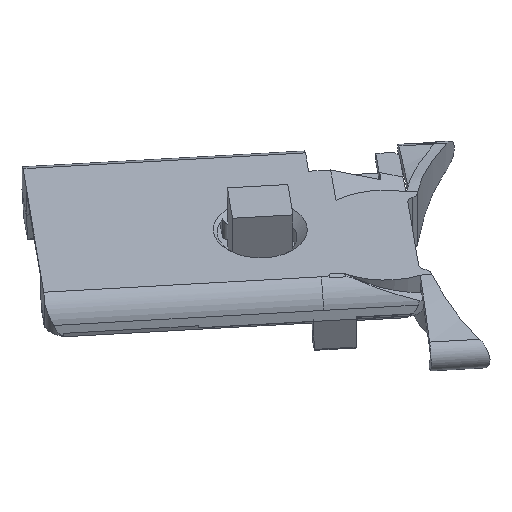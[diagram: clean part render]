
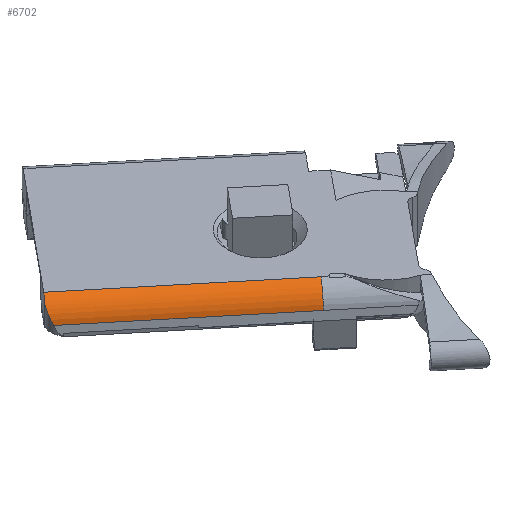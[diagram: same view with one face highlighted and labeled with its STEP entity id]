
A CAD part, isometric view. The second image highlights one B-rep face of the part: STEP entity #6702.
In plain terms, the highlighted cylindrical face has radius 4 mm (diameter 8 mm), a partial arc.
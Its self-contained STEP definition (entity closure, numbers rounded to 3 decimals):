
#155 = FACE_OUTER_BOUND ( 'NONE', #5709, .T. ) ;
#173 = LINE ( 'NONE', #4251, #5375 ) ;
#401 = ORIENTED_EDGE ( 'NONE', *, *, #1726, .F. ) ;
#436 = EDGE_CURVE ( 'NONE', #1226, #5785, #4986, .T. ) ;
#440 = AXIS2_PLACEMENT_3D ( 'NONE', #4420, #1823, #2858 ) ;
#884 = ORIENTED_EDGE ( 'NONE', *, *, #2391, .F. ) ;
#1052 = CARTESIAN_POINT ( 'NONE',  ( 36.815, 88.536, 7.916 ) ) ;
#1114 = DIRECTION ( 'NONE',  ( -0.772, 0.636, 0. ) ) ;
#1167 = CARTESIAN_POINT ( 'NONE',  ( 36.411, 86.799, 5.845 ) ) ;
#1183 = CARTESIAN_POINT ( 'NONE',  ( 38.216, 90.237, 4.578 ) ) ;
#1226 = VERTEX_POINT ( 'NONE', #1052 ) ;
#1320 = B_SPLINE_CURVE_WITH_KNOTS ( 'NONE', 3,
 ( #3196, #1167, #4799, #3706, #5843, #4774, #3732, #4228, #5747, #2103 ),
 .UNSPECIFIED., .F., .F.,
 ( 4, 2, 2, 2, 4 ),
 ( 0., 0.001, 0.002, 0.002, 0.003 ),
 .UNSPECIFIED. ) ;
#1444 = DIRECTION ( 'NONE',  ( 0.772, -0.636, 0. ) ) ;
#1631 = ORIENTED_EDGE ( 'NONE', *, *, #6493, .F. ) ;
#1726 = EDGE_CURVE ( 'NONE', #5785, #3814, #6368, .T. ) ;
#1775 = CARTESIAN_POINT ( 'NONE',  ( 36.442, 86.693, 5.614 ) ) ;
#1823 = DIRECTION ( 'NONE',  ( 0.772, -0.636, 0. ) ) ;
#2103 = CARTESIAN_POINT ( 'NONE',  ( 36.815, 88.536, 7.916 ) ) ;
#2391 = EDGE_CURVE ( 'NONE', #3884, #1226, #1320, .T. ) ;
#2665 = CYLINDRICAL_SURFACE ( 'NONE', #4854, 4. ) ;
#2858 = DIRECTION ( 'NONE',  ( 0.636, 0.772, 0. ) ) ;
#2972 = EDGE_CURVE ( 'NONE', #4044, #3884, #173, .T. ) ;
#3168 = DIRECTION ( 'NONE',  ( -0.772, 0.636, 0. ) ) ;
#3170 = ORIENTED_EDGE ( 'NONE', *, *, #436, .F. ) ;
#3196 = CARTESIAN_POINT ( 'NONE',  ( 36.442, 86.693, 5.614 ) ) ;
#3706 = CARTESIAN_POINT ( 'NONE',  ( 36.355, 87.204, 6.483 ) ) ;
#3732 = CARTESIAN_POINT ( 'NONE',  ( 36.437, 87.85, 7.265 ) ) ;
#3747 = CARTESIAN_POINT ( 'NONE',  ( 63.033, 69.801, 4.578 ) ) ;
#3814 = VERTEX_POINT ( 'NONE', #4897 ) ;
#3884 = VERTEX_POINT ( 'NONE', #1775 ) ;
#4009 = CARTESIAN_POINT ( 'NONE',  ( 60.577, 66.819, 5.614 ) ) ;
#4015 = CARTESIAN_POINT ( 'NONE',  ( 37.513, 89.383, 8.422 ) ) ;
#4044 = VERTEX_POINT ( 'NONE', #4009 ) ;
#4228 = CARTESIAN_POINT ( 'NONE',  ( 36.578, 88.194, 7.613 ) ) ;
#4251 = CARTESIAN_POINT ( 'NONE',  ( 35.945, 87.103, 5.614 ) ) ;
#4420 = CARTESIAN_POINT ( 'NONE',  ( 63.033, 69.801, 4.578 ) ) ;
#4772 = DIRECTION ( 'NONE',  ( -0.772, 0.636, 0. ) ) ;
#4774 = CARTESIAN_POINT ( 'NONE',  ( 36.396, 87.681, 7.08 ) ) ;
#4794 = AXIS2_PLACEMENT_3D ( 'NONE', #1183, #1114, #5794 ) ;
#4799 = CARTESIAN_POINT ( 'NONE',  ( 36.383, 86.926, 6.062 ) ) ;
#4854 = AXIS2_PLACEMENT_3D ( 'NONE', #3747, #3168, #5759 ) ;
#4897 = CARTESIAN_POINT ( 'NONE',  ( 62.33, 68.947, 8.422 ) ) ;
#4975 = VECTOR ( 'NONE', #1444, 1000. ) ;
#4986 = CIRCLE ( 'NONE', #4794, 4. ) ;
#5013 = CARTESIAN_POINT ( 'NONE',  ( 62.33, 68.947, 8.422 ) ) ;
#5254 = CIRCLE ( 'NONE', #440, 4. ) ;
#5375 = VECTOR ( 'NONE', #4772, 1000. ) ;
#5709 = EDGE_LOOP ( 'NONE', ( #401, #3170, #884, #6595, #1631 ) ) ;
#5747 = CARTESIAN_POINT ( 'NONE',  ( 36.678, 88.37, 7.775 ) ) ;
#5759 = DIRECTION ( 'NONE',  ( -0.636, -0.772, 0. ) ) ;
#5785 = VERTEX_POINT ( 'NONE', #4015 ) ;
#5794 = DIRECTION ( 'NONE',  ( -0.636, -0.772, 0. ) ) ;
#5843 = CARTESIAN_POINT ( 'NONE',  ( 36.354, 87.356, 6.686 ) ) ;
#6368 = LINE ( 'NONE', #5013, #4975 ) ;
#6493 = EDGE_CURVE ( 'NONE', #3814, #4044, #5254, .T. ) ;
#6595 = ORIENTED_EDGE ( 'NONE', *, *, #2972, .F. ) ;
#6702 = ADVANCED_FACE ( 'NONE', ( #155 ), #2665, .T. ) ;
